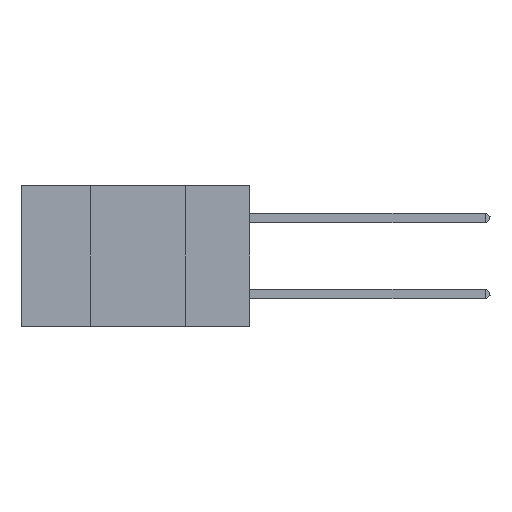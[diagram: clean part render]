
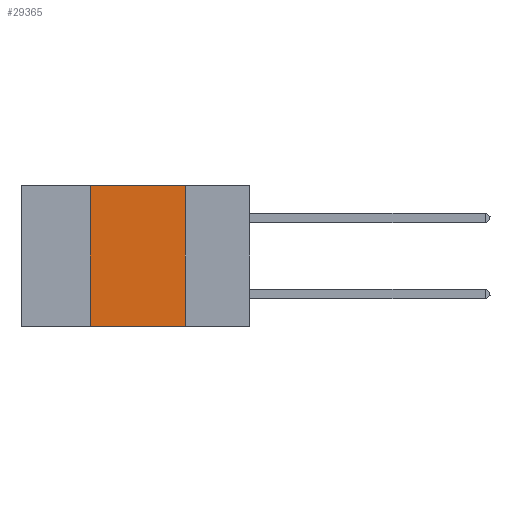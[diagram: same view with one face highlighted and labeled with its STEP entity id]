
A CAD part, left-side view. The second image highlights one B-rep face of the part: STEP entity #29365.
In plain terms, the highlighted planar face has unit normal (-1, 0, 0).
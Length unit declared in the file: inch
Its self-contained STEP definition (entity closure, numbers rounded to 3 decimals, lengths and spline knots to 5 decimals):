
#2596 = ORIENTED_EDGE ( 'NONE', *, *, #7100, .F. ) ;
#3102 = DIRECTION ( 'NONE',  ( 0., 0., -1. ) ) ;
#4349 = CARTESIAN_POINT ( 'NONE',  ( 0., 0.42, 0. ) ) ;
#5059 = LINE ( 'NONE', #20326, #21974 ) ;
#6845 = CARTESIAN_POINT ( 'NONE',  ( 0., 0.6, 0. ) ) ;
#6988 = EDGE_CURVE ( 'NONE', #33860, #24108, #25000, .T. ) ;
#7100 = EDGE_CURVE ( 'NONE', #24108, #15167, #11331, .T. ) ;
#8992 = CARTESIAN_POINT ( 'NONE',  ( 0., 0.17, 0. ) ) ;
#10276 = VECTOR ( 'NONE', #22914, 39.37008 ) ;
#10649 = VERTEX_POINT ( 'NONE', #14337 ) ;
#11331 = LINE ( 'NONE', #29895, #35838 ) ;
#14337 = CARTESIAN_POINT ( 'NONE',  ( 0., 0.42, -0.37 ) ) ;
#15167 = VERTEX_POINT ( 'NONE', #15480 ) ;
#15452 = AXIS2_PLACEMENT_3D ( 'NONE', #6845, #18259, #18520 ) ;
#15480 = CARTESIAN_POINT ( 'NONE',  ( 0., 0.17, -0.37 ) ) ;
#17372 = VECTOR ( 'NONE', #23266, 39.37008 ) ;
#18259 = DIRECTION ( 'NONE',  ( 1., 0., 0. ) ) ;
#18520 = DIRECTION ( 'NONE',  ( 0., 0., -1. ) ) ;
#20041 = EDGE_LOOP ( 'NONE', ( #2596, #26092, #25207, #36630 ) ) ;
#20326 = CARTESIAN_POINT ( 'NONE',  ( 0., 0.6, -0.37 ) ) ;
#20947 = LINE ( 'NONE', #34264, #10276 ) ;
#21974 = VECTOR ( 'NONE', #25958, 39.37008 ) ;
#22914 = DIRECTION ( 'NONE',  ( 0., 0., 1. ) ) ;
#23266 = DIRECTION ( 'NONE',  ( 0., -1., 0. ) ) ;
#23933 = FACE_OUTER_BOUND ( 'NONE', #20041, .T. ) ;
#23961 = EDGE_CURVE ( 'NONE', #10649, #33860, #20947, .T. ) ;
#24108 = VERTEX_POINT ( 'NONE', #8992 ) ;
#25000 = LINE ( 'NONE', #35090, #17372 ) ;
#25207 = ORIENTED_EDGE ( 'NONE', *, *, #23961, .F. ) ;
#25958 = DIRECTION ( 'NONE',  ( 0., -1., 0. ) ) ;
#26092 = ORIENTED_EDGE ( 'NONE', *, *, #6988, .F. ) ;
#29365 = ADVANCED_FACE ( 'NONE', ( #23933 ), #35832, .F. ) ;
#29895 = CARTESIAN_POINT ( 'NONE',  ( 0., 0.17, 0. ) ) ;
#33860 = VERTEX_POINT ( 'NONE', #4349 ) ;
#34264 = CARTESIAN_POINT ( 'NONE',  ( 0., 0.42, 0. ) ) ;
#35090 = CARTESIAN_POINT ( 'NONE',  ( 0., 0.6, 0. ) ) ;
#35431 = EDGE_CURVE ( 'NONE', #10649, #15167, #5059, .T. ) ;
#35832 = PLANE ( 'NONE',  #15452 ) ;
#35838 = VECTOR ( 'NONE', #3102, 39.37008 ) ;
#36630 = ORIENTED_EDGE ( 'NONE', *, *, #35431, .T. ) ;
